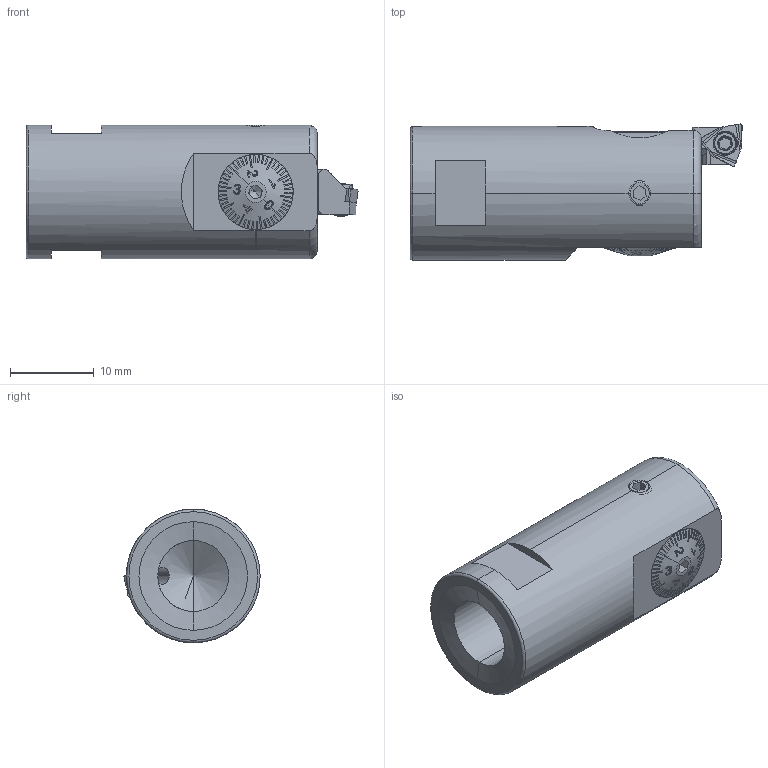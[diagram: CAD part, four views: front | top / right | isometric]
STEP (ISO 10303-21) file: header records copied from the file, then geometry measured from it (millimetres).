
FILE_DESCRIPTION (( 'STEP AP203' ), '1' );
FILE_NAME ('T00.016.017.040.STEP', '2024-08-27T07:46:12', ( '' ), ( '' ), 'SwSTEP 2.0', 'SolidWorks 2022', '' );
FILE_SCHEMA (( 'CONFIG_CONTROL_DESIGN' ));
Length unit declared in the file: millimetre
Products named in the file (16): F14-WWA.001.004_C; WWA-ER2.001.004_A; WWA-SFH.020.004; F16-BG4.001.000_A; ISO 2338 - 1 h8 x 4; HS0-F16.K11.040_A; T00.016.017.040; DIN 3771 - 8x0.5; F16-BG3.001.008_A; F14-WWA.001.004; F14-BG2.001.000_A; F16-BG1.001.009_B; ISO 4766 - M3 x 2.5; ISO 14581 - M2.5x4; ISO 2338 - 1.5 h8 x 4; F16-BG3.003.005_A
Assembly tree (16 placements, depth 3):
  T00.016.017.040
    HS0-F16.K11.040_A
    F16-BG1.001.009_B
    F16-BG3.003.005_A
    F16-BG3.001.008_A
    F14-BG2.001.000_A
    DIN 3771 - 8x0.5
    F16-BG4.001.000_A
    ISO 2338 - 1.5 h8 x 4
    ISO 2338 - 1 h8 x 4
    ISO 4766 - M3 x 2.5
    ISO 14581 - M2.5x4
    F14-WWA.001.004
      F14-WWA.001.004_C
      WWA-SFH.020.004
      WWA-ER2.001.004_A
    WWA-ER2.001.004_A
Bounding box: 39.76 x 16.3 x 16 mm (x, y, z)
Volume: 5927.3 mm3; surface area: 4852.2 mm2
Topology: 15 solids, 15 shells, 707 faces, 1890 edges, 1220 vertices
Faces by surface type: plane 407, cylinder 145, cone 83, torus 37, bspline 35
Entity records: 24583 total; most frequent: CARTESIAN_POINT 6831, ORIENTED_EDGE 3564, DIRECTION 3063, EDGE_CURVE 1782, VERTEX_POINT 1158, AXIS2_PLACEMENT_3D 1061, VECTOR 941, LINE 941
